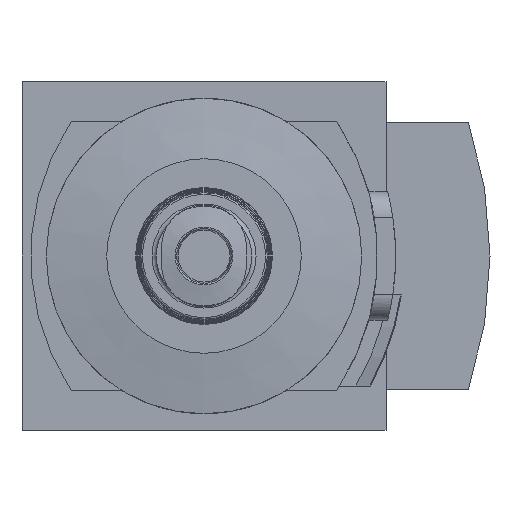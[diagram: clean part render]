
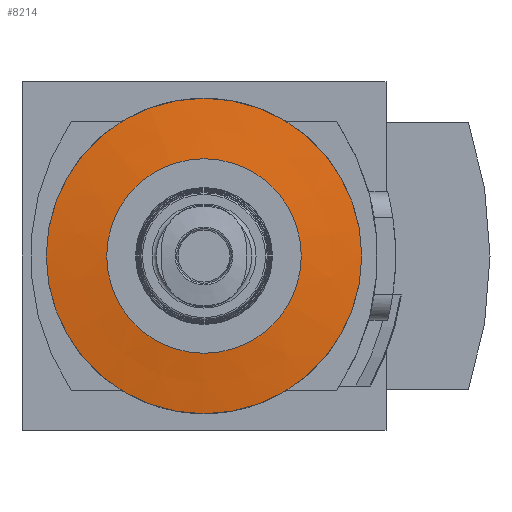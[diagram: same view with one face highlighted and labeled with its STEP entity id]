
A CAD part, front view. The second image highlights one B-rep face of the part: STEP entity #8214.
In plain terms, the highlighted conical face has half-angle 82 degrees and reference radius 18.2 mm.
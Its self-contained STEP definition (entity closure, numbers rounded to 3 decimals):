
#86=CONICAL_SURFACE('',#8699,18.2,1.431);
#2992=ORIENTED_EDGE('',*,*,#3933,.F.);
#2993=ORIENTED_EDGE('',*,*,#3938,.T.);
#3933=EDGE_CURVE('',#4513,#4513,#4706,.T.);
#3938=EDGE_CURVE('',#4518,#4518,#4709,.T.);
#4513=VERTEX_POINT('',#12104);
#4518=VERTEX_POINT('',#12116);
#4706=CIRCLE('',#8695,11.227);
#4709=CIRCLE('',#8700,18.2);
#5051=EDGE_LOOP('',(#2992));
#5052=EDGE_LOOP('',(#2993));
#5446=FACE_BOUND('',#5051,.T.);
#5447=FACE_BOUND('',#5052,.T.);
#8214=ADVANCED_FACE('',(#5446,#5447),#86,.T.);
#8695=AXIS2_PLACEMENT_3D('',#12103,#10190,#10191);
#8699=AXIS2_PLACEMENT_3D('',#12114,#10200,#10201);
#8700=AXIS2_PLACEMENT_3D('',#12115,#10202,#10203);
#10190=DIRECTION('',(0.,-1.,0.));
#10191=DIRECTION('',(0.,0.,-1.));
#10200=DIRECTION('',(0.,1.,0.));
#10201=DIRECTION('',(0.,0.,1.));
#10202=DIRECTION('',(0.,-1.,0.));
#10203=DIRECTION('',(0.,0.,-1.));
#12103=CARTESIAN_POINT('',(0.,-130.44,0.));
#12104=CARTESIAN_POINT('',(0.,-130.44,-11.227));
#12114=CARTESIAN_POINT('',(0.,-129.46,0.));
#12115=CARTESIAN_POINT('',(0.,-129.46,0.));
#12116=CARTESIAN_POINT('',(0.,-129.46,-18.2));
